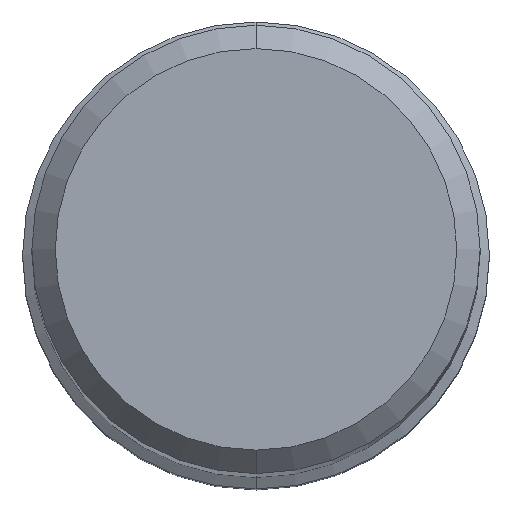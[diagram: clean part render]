
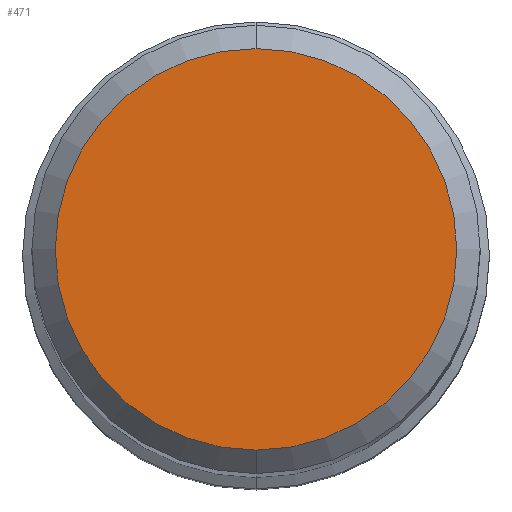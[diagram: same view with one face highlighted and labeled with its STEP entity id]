
A CAD part, top view. The second image highlights one B-rep face of the part: STEP entity #471.
In plain terms, the highlighted planar face has unit normal (0, 0, 1).
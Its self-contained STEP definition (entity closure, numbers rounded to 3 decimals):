
#253=VERTEX_POINT('',#647);
#317=EDGE_CURVE('',#543,#253,#718,.T.);
#471=ADVANCED_FACE('',(#886),#887,.T.);
#543=VERTEX_POINT('',#967);
#563=EDGE_CURVE('',#253,#543,#988,.T.);
#647=CARTESIAN_POINT('',(0.,-4.3,0.0));
#718=CIRCLE('',#1189,4.3);
#886=FACE_OUTER_BOUND('',#1613,.T.);
#887=PLANE('',#1614);
#967=CARTESIAN_POINT('',(0.0,4.3,0.0));
#988=CIRCLE('',#1761,4.3);
#1189=AXIS2_PLACEMENT_3D('',#1951,#1952,#1953);
#1613=EDGE_LOOP('',(#2136,#2137));
#1614=AXIS2_PLACEMENT_3D('',#2138,#2139,#2140);
#1761=AXIS2_PLACEMENT_3D('',#2251,#2252,#2253);
#1951=CARTESIAN_POINT('',(0.0,0.0,0.0));
#1952=DIRECTION('',(0.0,0.0,-1.0));
#1953=DIRECTION('',(0.0,1.0,0.0));
#2136=ORIENTED_EDGE('',*,*,#317,.F.);
#2137=ORIENTED_EDGE('',*,*,#563,.F.);
#2138=CARTESIAN_POINT('',(0.0,2.15,0.0));
#2139=DIRECTION('',(-0.0,0.0,1.0));
#2140=DIRECTION('',(0.0,-1.0,0.0));
#2251=CARTESIAN_POINT('',(0.0,0.0,0.0));
#2252=DIRECTION('',(0.0,0.0,-1.0));
#2253=DIRECTION('',(0.0,1.0,0.0));
